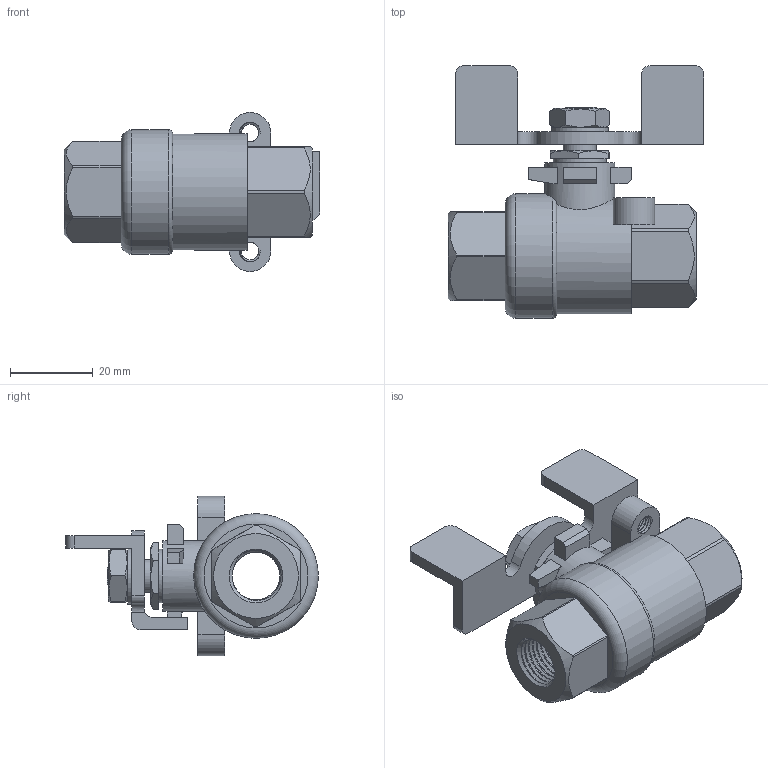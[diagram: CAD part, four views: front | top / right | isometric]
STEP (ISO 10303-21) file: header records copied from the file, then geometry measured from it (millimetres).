
FILE_DESCRIPTION(/* description */ ('Unknown'),/* implementation_level */ '2;1');
FILE_NAME(/* name */ '20201028-V-109PW-P005-TH-1000PSI-NA-DN8',/* time_stamp */ '2020-10-28T11:03:05+08:00',/* author */ ('Unknown'),/* organization */ ('Unknown'),/* preprocessor_version */ 'ST-DEVELOPER v16.7',/* originating_system */ 'DEX',/* authorisation */ $);
FILE_SCHEMA (('AUTOMOTIVE_DESIGN {1 0 10303 214 3 1 1}'));
Length unit declared in the file: millimetre
Products named in the file (1): DN8
Bounding box: 61.8 x 61.05 x 38.5 mm (x, y, z)
Volume: 34793.1 mm3; surface area: 14875.9 mm2
Topology: 1 solids, 3 shells, 216 faces, 763 edges, 553 vertices
Faces by surface type: plane 103, cylinder 72, bspline 33, cone 6, torus 2
Full cylindrical faces by diameter (mm): 8 x1, 8.5 x1, 11.5 x12, 12.9 x1, 17 x1, 30.1 x1
Entity records: 24452 total; most frequent: CARTESIAN_POINT 18908, ORIENTED_EDGE 1450, DIRECTION 844, EDGE_CURVE 725, VERTEX_POINT 541, AXIS2_PLACEMENT_3D 293, LINE 258, VECTOR 258
